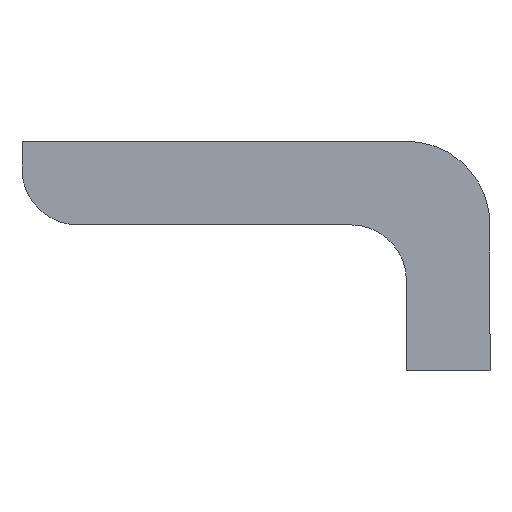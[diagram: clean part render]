
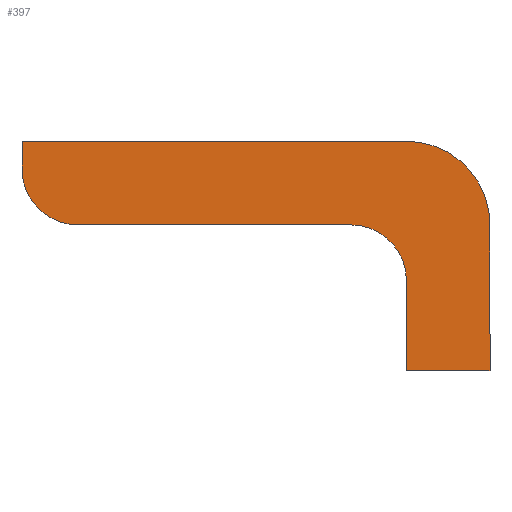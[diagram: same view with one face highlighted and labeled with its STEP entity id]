
A CAD part, front view. The second image highlights one B-rep face of the part: STEP entity #397.
In plain terms, the highlighted planar face has unit normal (0, -1, 0).
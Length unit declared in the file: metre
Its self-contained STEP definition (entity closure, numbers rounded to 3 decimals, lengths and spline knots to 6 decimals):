
#32=CIRCLE('',#437,0.0075);
#33=CIRCLE('',#438,0.005);
#34=CIRCLE('',#439,0.005);
#56=ORIENTED_EDGE('',*,*,#166,.T.);
#57=ORIENTED_EDGE('',*,*,#167,.T.);
#58=ORIENTED_EDGE('',*,*,#168,.T.);
#59=ORIENTED_EDGE('',*,*,#169,.T.);
#60=ORIENTED_EDGE('',*,*,#170,.T.);
#61=ORIENTED_EDGE('',*,*,#171,.T.);
#62=ORIENTED_EDGE('',*,*,#172,.T.);
#63=ORIENTED_EDGE('',*,*,#173,.T.);
#64=ORIENTED_EDGE('',*,*,#174,.F.);
#166=EDGE_CURVE('',#221,#222,#256,.T.);
#167=EDGE_CURVE('',#222,#223,#257,.T.);
#168=EDGE_CURVE('',#223,#224,#258,.T.);
#169=EDGE_CURVE('',#224,#225,#32,.T.);
#170=EDGE_CURVE('',#225,#226,#259,.T.);
#171=EDGE_CURVE('',#226,#227,#260,.T.);
#172=EDGE_CURVE('',#227,#228,#33,.T.);
#173=EDGE_CURVE('',#228,#229,#261,.T.);
#174=EDGE_CURVE('',#221,#229,#34,.T.);
#221=VERTEX_POINT('',#616);
#222=VERTEX_POINT('',#617);
#223=VERTEX_POINT('',#619);
#224=VERTEX_POINT('',#621);
#225=VERTEX_POINT('',#623);
#226=VERTEX_POINT('',#625);
#227=VERTEX_POINT('',#627);
#228=VERTEX_POINT('',#629);
#229=VERTEX_POINT('',#631);
#256=LINE('',#615,#293);
#257=LINE('',#618,#294);
#258=LINE('',#620,#295);
#259=LINE('',#624,#296);
#260=LINE('',#626,#297);
#261=LINE('',#630,#298);
#293=VECTOR('',#491,1.);
#294=VECTOR('',#492,1.);
#295=VECTOR('',#493,1.);
#296=VECTOR('',#496,1.);
#297=VECTOR('',#497,1.);
#298=VECTOR('',#500,1.);
#325=EDGE_LOOP('',(#56,#57,#58,#59,#60,#61,#62,#63,#64));
#354=FACE_BOUND('',#325,.T.);
#383=PLANE('',#436);
#397=ADVANCED_FACE('',(#354),#383,.T.);
#436=AXIS2_PLACEMENT_3D('',#614,#489,#490);
#437=AXIS2_PLACEMENT_3D('',#622,#494,#495);
#438=AXIS2_PLACEMENT_3D('',#628,#498,#499);
#439=AXIS2_PLACEMENT_3D('',#632,#501,#502);
#489=DIRECTION('',(0.,-1.,0.));
#490=DIRECTION('',(1.,0.,0.));
#491=DIRECTION('',(0.,0.,-1.));
#492=DIRECTION('',(1.,0.,0.));
#493=DIRECTION('',(0.,0.,1.));
#494=DIRECTION('',(0.,-1.,0.));
#495=DIRECTION('',(0.,0.,-1.));
#496=DIRECTION('',(-1.,0.,0.));
#497=DIRECTION('',(0.,0.,-1.));
#498=DIRECTION('',(0.,-1.,0.));
#499=DIRECTION('',(0.,0.,-1.));
#500=DIRECTION('',(1.,0.,0.));
#501=DIRECTION('',(0.,-1.,0.));
#502=DIRECTION('',(0.,0.,-1.));
#614=CARTESIAN_POINT('',(-0.021,-0.005,0.0275));
#615=CARTESIAN_POINT('',(-0.0075,-0.005,0.0275));
#616=CARTESIAN_POINT('',(-0.0075,-0.005,0.0425));
#617=CARTESIAN_POINT('',(-0.0075,-0.005,0.034407));
#618=CARTESIAN_POINT('',(-0.021,-0.005,0.034407));
#619=CARTESIAN_POINT('',(0.,-0.005,0.034407));
#620=CARTESIAN_POINT('',(0.,-0.005,0.0275));
#621=CARTESIAN_POINT('',(0.,-0.005,0.0475));
#622=CARTESIAN_POINT('',(-0.0075,-0.005,0.0475));
#623=CARTESIAN_POINT('',(-0.0075,-0.005,0.055));
#624=CARTESIAN_POINT('',(-0.02475,-0.005,0.055));
#625=CARTESIAN_POINT('',(-0.042,-0.005,0.055));
#626=CARTESIAN_POINT('',(-0.042,-0.005,0.05375));
#627=CARTESIAN_POINT('',(-0.042,-0.005,0.0525));
#628=CARTESIAN_POINT('',(-0.037,-0.005,0.0525));
#629=CARTESIAN_POINT('',(-0.037,-0.005,0.0475));
#630=CARTESIAN_POINT('',(-0.02475,-0.005,0.0475));
#631=CARTESIAN_POINT('',(-0.0125,-0.005,0.0475));
#632=CARTESIAN_POINT('',(-0.0125,-0.005,0.0425));
